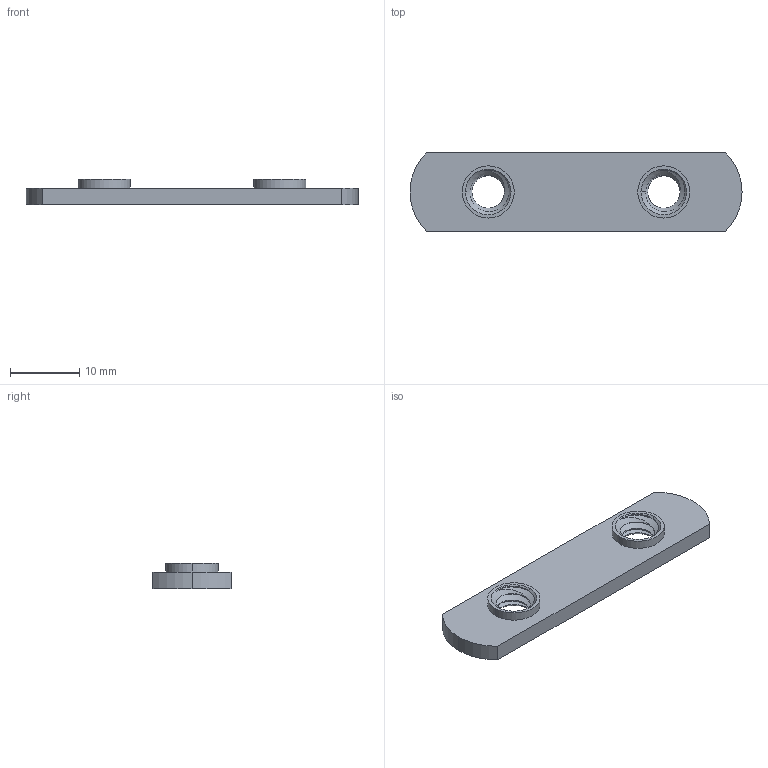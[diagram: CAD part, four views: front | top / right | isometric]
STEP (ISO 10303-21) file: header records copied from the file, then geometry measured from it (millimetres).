
FILE_DESCRIPTION (( 'STEP AP203' ), '1' );
FILE_NAME ('3136N274_T-Slotted Framing.STEP', '2021-07-27T16:02:14', ( 'Administrator' ), ( 'Managed by Terraform' ), 'SwSTEP 2.0', 'SolidWorks 2017', '' );
FILE_SCHEMA (( 'CONFIG_CONTROL_DESIGN' ));
Length unit declared in the file: inch
Products named in the file (1): 3136N274_T-Slotted Framing
Bounding box: 48.01 x 11.3 x 3.68 mm (x, y, z)
Volume: 1191 mm3; surface area: 1463 mm2
Topology: 1 solids, 1 shells, 43 faces, 119 edges, 80 vertices
Faces by surface type: cylinder 21, cone 10, bspline 6, plane 6
Entity records: 4220 total; most frequent: CARTESIAN_POINT 3155, ORIENTED_EDGE 238, DIRECTION 167, EDGE_CURVE 119, VERTEX_POINT 80, AXIS2_PLACEMENT_3D 66, EDGE_LOOP 49, ADVANCED_FACE 43
